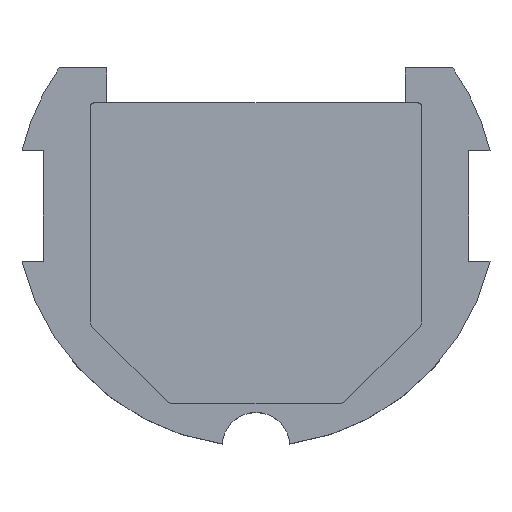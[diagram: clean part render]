
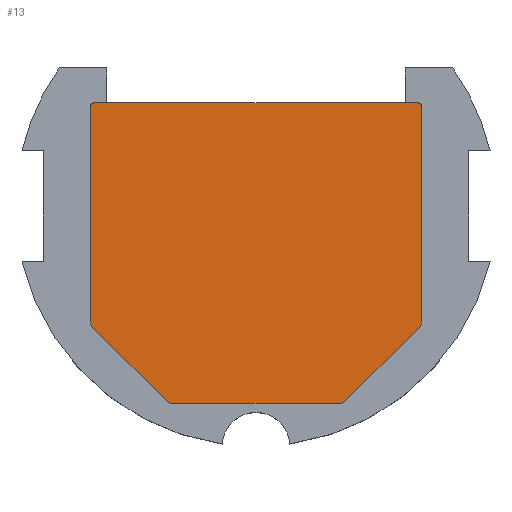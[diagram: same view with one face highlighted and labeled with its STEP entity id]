
A CAD part, top view. The second image highlights one B-rep face of the part: STEP entity #13.
In plain terms, the highlighted planar face has unit normal (0, 0, 1).
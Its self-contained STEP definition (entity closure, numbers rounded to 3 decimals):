
#4 = CIRCLE ( 'NONE', #262, 1. ) ;
#13 = ADVANCED_FACE ( 'NONE', ( #1018 ), #926, .F. ) ;
#28 = ORIENTED_EDGE ( 'NONE', *, *, #317, .F. ) ;
#31 = VECTOR ( 'NONE', #238, 1000. ) ;
#36 = CARTESIAN_POINT ( 'NONE',  ( 20.5, 12.589, 0. ) ) ;
#53 = EDGE_CURVE ( 'NONE', #245, #837, #543, .T. ) ;
#67 = DIRECTION ( 'NONE',  ( -1., 0., 0. ) ) ;
#70 = VECTOR ( 'NONE', #484, 1000. ) ;
#77 = EDGE_CURVE ( 'NONE', #837, #100, #610, .T. ) ;
#86 = CIRCLE ( 'NONE', #683, 0.5 ) ;
#99 = DIRECTION ( 'NONE',  ( 0., 0., -1. ) ) ;
#100 = VERTEX_POINT ( 'NONE', #270 ) ;
#121 = CARTESIAN_POINT ( 'NONE',  ( -20.5, 13.089, 0. ) ) ;
#130 = VERTEX_POINT ( 'NONE', #1004 ) ;
#132 = VERTEX_POINT ( 'NONE', #292 ) ;
#146 = EDGE_CURVE ( 'NONE', #899, #130, #827, .T. ) ;
#153 = EDGE_CURVE ( 'NONE', #432, #245, #86, .T. ) ;
#163 = DIRECTION ( 'NONE',  ( 0., 0., -1. ) ) ;
#172 = CARTESIAN_POINT ( 'NONE',  ( -21., 12.589, 0. ) ) ;
#178 = EDGE_CURVE ( 'NONE', #279, #132, #534, .T. ) ;
#198 = LINE ( 'NONE', #943, #243 ) ;
#230 = CARTESIAN_POINT ( 'NONE',  ( 20., -14.697, 0. ) ) ;
#238 = DIRECTION ( 'NONE',  ( 0., -1., 0. ) ) ;
#241 = AXIS2_PLACEMENT_3D ( 'NONE', #680, #281, #501 ) ;
#243 = VECTOR ( 'NONE', #601, 1000. ) ;
#245 = VERTEX_POINT ( 'NONE', #699 ) ;
#261 = VECTOR ( 'NONE', #304, 1000. ) ;
#262 = AXIS2_PLACEMENT_3D ( 'NONE', #510, #691, #918 ) ;
#270 = CARTESIAN_POINT ( 'NONE',  ( 20.707, -15.404, 0. ) ) ;
#279 = VERTEX_POINT ( 'NONE', #464 ) ;
#281 = DIRECTION ( 'NONE',  ( 0., 0., -1. ) ) ;
#290 = EDGE_CURVE ( 'NONE', #758, #132, #772, .T. ) ;
#292 = CARTESIAN_POINT ( 'NONE',  ( -18.905, 13.089, 0. ) ) ;
#304 = DIRECTION ( 'NONE',  ( 1., 0., 0. ) ) ;
#316 = CARTESIAN_POINT ( 'NONE',  ( -18.905, 13.089, 0. ) ) ;
#317 = EDGE_CURVE ( 'NONE', #279, #432, #964, .T. ) ;
#324 = VERTEX_POINT ( 'NONE', #617 ) ;
#325 = VECTOR ( 'NONE', #657, 1000. ) ;
#331 = CARTESIAN_POINT ( 'NONE',  ( -10.686, -25.011, 0. ) ) ;
#339 = CARTESIAN_POINT ( 'NONE',  ( 20.5, 13.089, 0. ) ) ;
#376 = CARTESIAN_POINT ( 'NONE',  ( 20.5, 13.089, 0. ) ) ;
#396 = LINE ( 'NONE', #971, #431 ) ;
#405 = ORIENTED_EDGE ( 'NONE', *, *, #731, .F. ) ;
#407 = VECTOR ( 'NONE', #785, 1000. ) ;
#408 = LINE ( 'NONE', #1003, #70 ) ;
#412 = DIRECTION ( 'NONE',  ( 0., 0., -1. ) ) ;
#430 = EDGE_CURVE ( 'NONE', #324, #758, #456, .T. ) ;
#431 = VECTOR ( 'NONE', #803, 1000. ) ;
#432 = VERTEX_POINT ( 'NONE', #339 ) ;
#456 = CIRCLE ( 'NONE', #1022, 0.5 ) ;
#458 = CIRCLE ( 'NONE', #793, 1. ) ;
#464 = CARTESIAN_POINT ( 'NONE',  ( 18.905, 13.089, 0. ) ) ;
#467 = CARTESIAN_POINT ( 'NONE',  ( 0., 13.089, 0. ) ) ;
#484 = DIRECTION ( 'NONE',  ( -0.707, -0.707, 0. ) ) ;
#497 = ORIENTED_EDGE ( 'NONE', *, *, #658, .F. ) ;
#501 = DIRECTION ( 'NONE',  ( 1., 0., 0. ) ) ;
#510 = CARTESIAN_POINT ( 'NONE',  ( -10.686, -24.011, 0. ) ) ;
#513 = DIRECTION ( 'NONE',  ( 1., 0., 0. ) ) ;
#515 = ORIENTED_EDGE ( 'NONE', *, *, #687, .F. ) ;
#534 = LINE ( 'NONE', #467, #611 ) ;
#543 = LINE ( 'NONE', #619, #31 ) ;
#559 = ORIENTED_EDGE ( 'NONE', *, *, #726, .F. ) ;
#563 = ORIENTED_EDGE ( 'NONE', *, *, #290, .F. ) ;
#570 = CARTESIAN_POINT ( 'NONE',  ( -11.393, -24.718, 0. ) ) ;
#586 = ORIENTED_EDGE ( 'NONE', *, *, #146, .F. ) ;
#592 = VERTEX_POINT ( 'NONE', #331 ) ;
#601 = DIRECTION ( 'NONE',  ( -0.707, 0.707, 0. ) ) ;
#605 = DIRECTION ( 'NONE',  ( 0., 0., -1. ) ) ;
#608 = EDGE_CURVE ( 'NONE', #677, #324, #752, .T. ) ;
#610 = CIRCLE ( 'NONE', #761, 1. ) ;
#611 = VECTOR ( 'NONE', #951, 1000. ) ;
#617 = CARTESIAN_POINT ( 'NONE',  ( -21., 12.589, 0. ) ) ;
#619 = CARTESIAN_POINT ( 'NONE',  ( 21., -14.697, 0. ) ) ;
#642 = DIRECTION ( 'NONE',  ( 1., 0., 0. ) ) ;
#645 = ORIENTED_EDGE ( 'NONE', *, *, #178, .T. ) ;
#657 = DIRECTION ( 'NONE',  ( 0., 1., 0. ) ) ;
#658 = EDGE_CURVE ( 'NONE', #979, #677, #458, .T. ) ;
#662 = EDGE_LOOP ( 'NONE', ( #563, #745, #719, #497, #405, #559, #797, #586, #515, #802, #910, #755, #28, #645 ) ) ;
#677 = VERTEX_POINT ( 'NONE', #980 ) ;
#680 = CARTESIAN_POINT ( 'NONE',  ( 10.686, -24.011, 0. ) ) ;
#683 = AXIS2_PLACEMENT_3D ( 'NONE', #36, #605, #513 ) ;
#687 = EDGE_CURVE ( 'NONE', #100, #899, #408, .T. ) ;
#691 = DIRECTION ( 'NONE',  ( 0., 0., -1. ) ) ;
#692 = AXIS2_PLACEMENT_3D ( 'NONE', #944, #412, #67 ) ;
#699 = CARTESIAN_POINT ( 'NONE',  ( 21., 12.589, 0. ) ) ;
#703 = CARTESIAN_POINT ( 'NONE',  ( -20.707, -15.404, 0. ) ) ;
#704 = VERTEX_POINT ( 'NONE', #570 ) ;
#719 = ORIENTED_EDGE ( 'NONE', *, *, #608, .F. ) ;
#726 = EDGE_CURVE ( 'NONE', #592, #704, #4, .T. ) ;
#731 = EDGE_CURVE ( 'NONE', #704, #979, #198, .T. ) ;
#745 = ORIENTED_EDGE ( 'NONE', *, *, #430, .F. ) ;
#752 = LINE ( 'NONE', #172, #325 ) ;
#755 = ORIENTED_EDGE ( 'NONE', *, *, #153, .F. ) ;
#758 = VERTEX_POINT ( 'NONE', #121 ) ;
#761 = AXIS2_PLACEMENT_3D ( 'NONE', #230, #99, #1000 ) ;
#772 = LINE ( 'NONE', #316, #407 ) ;
#785 = DIRECTION ( 'NONE',  ( 1., 0., 0. ) ) ;
#793 = AXIS2_PLACEMENT_3D ( 'NONE', #985, #818, #991 ) ;
#797 = ORIENTED_EDGE ( 'NONE', *, *, #989, .F. ) ;
#802 = ORIENTED_EDGE ( 'NONE', *, *, #77, .F. ) ;
#803 = DIRECTION ( 'NONE',  ( -1., 0., 0. ) ) ;
#818 = DIRECTION ( 'NONE',  ( 0., 0., -1. ) ) ;
#827 = CIRCLE ( 'NONE', #241, 1. ) ;
#837 = VERTEX_POINT ( 'NONE', #864 ) ;
#864 = CARTESIAN_POINT ( 'NONE',  ( 21., -14.697, 0. ) ) ;
#885 = CARTESIAN_POINT ( 'NONE',  ( 11.393, -24.718, 0. ) ) ;
#886 = CARTESIAN_POINT ( 'NONE',  ( -20.5, 12.589, 0. ) ) ;
#899 = VERTEX_POINT ( 'NONE', #885 ) ;
#910 = ORIENTED_EDGE ( 'NONE', *, *, #53, .F. ) ;
#918 = DIRECTION ( 'NONE',  ( 1., 0., 0. ) ) ;
#926 = PLANE ( 'NONE',  #692 ) ;
#943 = CARTESIAN_POINT ( 'NONE',  ( -20.707, -15.404, 0. ) ) ;
#944 = CARTESIAN_POINT ( 'NONE',  ( 0., 0., 0. ) ) ;
#951 = DIRECTION ( 'NONE',  ( -1., 0., 0. ) ) ;
#964 = LINE ( 'NONE', #376, #261 ) ;
#971 = CARTESIAN_POINT ( 'NONE',  ( -10.686, -25.011, 0. ) ) ;
#979 = VERTEX_POINT ( 'NONE', #703 ) ;
#980 = CARTESIAN_POINT ( 'NONE',  ( -21., -14.697, 0. ) ) ;
#985 = CARTESIAN_POINT ( 'NONE',  ( -20., -14.697, 0. ) ) ;
#989 = EDGE_CURVE ( 'NONE', #130, #592, #396, .T. ) ;
#991 = DIRECTION ( 'NONE',  ( 1., 0., 0. ) ) ;
#1000 = DIRECTION ( 'NONE',  ( 1., 0., 0. ) ) ;
#1003 = CARTESIAN_POINT ( 'NONE',  ( 11.393, -24.718, 0. ) ) ;
#1004 = CARTESIAN_POINT ( 'NONE',  ( 10.686, -25.011, 0. ) ) ;
#1018 = FACE_OUTER_BOUND ( 'NONE', #662, .T. ) ;
#1022 = AXIS2_PLACEMENT_3D ( 'NONE', #886, #163, #642 ) ;
